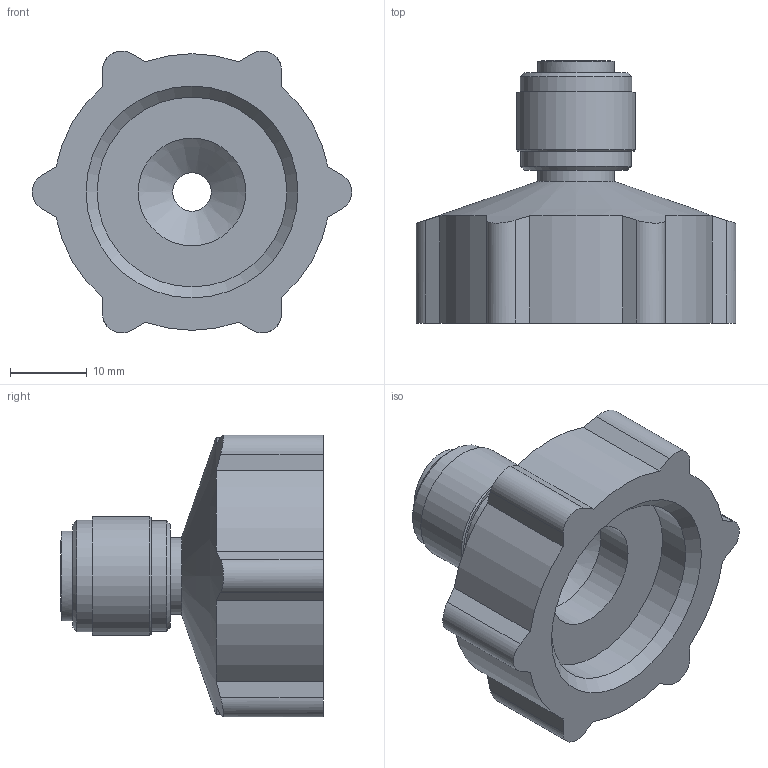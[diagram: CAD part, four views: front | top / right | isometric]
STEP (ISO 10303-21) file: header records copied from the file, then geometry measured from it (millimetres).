
FILE_DESCRIPTION(/* description */ (''),/* implementation_level */ '2;1');
FILE_NAME(/* name */ 'HCF 1-4-NH06.stp',/* time_stamp */ '2019-02-21T14:01:52+09:00',/* author */ ('DIAMOND'),/* organization */ (''),/* preprocessor_version */ 'ST-DEVELOPER v15.6',/* originating_system */ 'Autodesk Inventor 2015',/* authorisation */ '');
FILE_SCHEMA (('AUTOMOTIVE_DESIGN { 1 0 10303 214 3 1 1 }'));
Length unit declared in the file: millimetre
Products named in the file (1): HCF 1-4-NH06
Bounding box: 41.6 x 34.2 x 36.7 mm (x, y, z)
Volume: 14671.9 mm3; surface area: 6289.5 mm2
Topology: 1 solids, 1 shells, 52 faces, 126 edges, 83 vertices
Faces by surface type: plane 21, cylinder 21, cone 7, bspline 2, torus 1
Full cylindrical faces by diameter (mm): 5 x1, 6.5 x1, 10 x1, 14 x1, 14.4 x1, 14.5 x1, 15.5 x2, 24.7 x1
Entity records: 1590 total; most frequent: CARTESIAN_POINT 436, DIRECTION 231, ORIENTED_EDGE 216, EDGE_CURVE 108, AXIS2_PLACEMENT_3D 97, VERTEX_POINT 82, EDGE_LOOP 78, FACE_OUTER_BOUND 52
